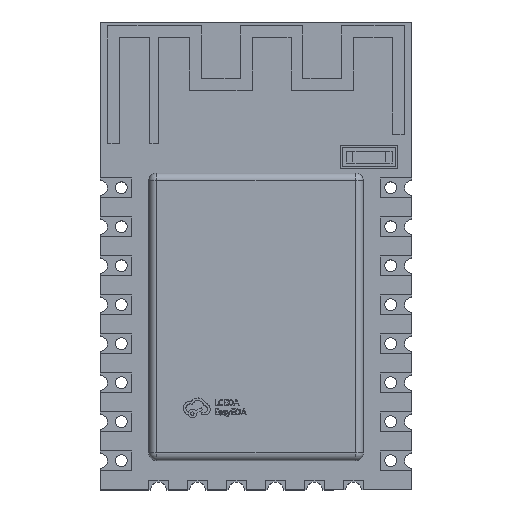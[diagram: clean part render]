
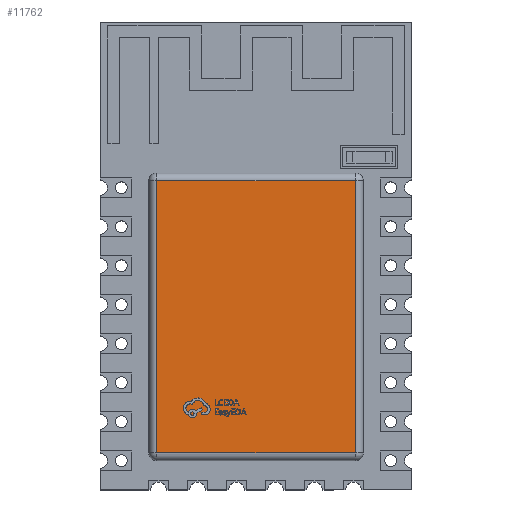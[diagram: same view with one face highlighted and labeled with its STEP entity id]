
A CAD part, top view. The second image highlights one B-rep face of the part: STEP entity #11762.
In plain terms, the highlighted planar face has unit normal (0, 0, 1).
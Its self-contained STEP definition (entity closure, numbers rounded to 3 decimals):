
#600 = CARTESIAN_POINT ( 'NONE',  ( -5.1, -10.1, 3. ) ) ;
#4680 = EDGE_CURVE ( 'NONE', #10481, #7213, #20337, .T. ) ;
#4755 = CARTESIAN_POINT ( 'NONE',  ( 5.1, -10.1, 3. ) ) ;
#5300 = VECTOR ( 'NONE', #17456, 1000. ) ;
#5925 = CARTESIAN_POINT ( 'NONE',  ( 5.5, -10.1, 3. ) ) ;
#6341 = VECTOR ( 'NONE', #11004, 1000. ) ;
#6376 = CARTESIAN_POINT ( 'NONE',  ( -5.1, -10.5, 3. ) ) ;
#6486 = CARTESIAN_POINT ( 'NONE',  ( -5.1, 3.85, 3. ) ) ;
#7213 = VERTEX_POINT ( 'NONE', #6486 ) ;
#7608 = ORIENTED_EDGE ( 'NONE', *, *, #19933, .T. ) ;
#7825 = CARTESIAN_POINT ( 'NONE',  ( 0., 0., 3. ) ) ;
#8739 = ORIENTED_EDGE ( 'NONE', *, *, #19252, .T. ) ;
#8949 = LINE ( 'NONE', #5925, #5300 ) ;
#9280 = PLANE ( 'NONE',  #19051 ) ;
#9387 = EDGE_LOOP ( 'NONE', ( #7608, #16246, #22119, #8739 ) ) ;
#9504 = DIRECTION ( 'NONE',  ( 1., 0., 0. ) ) ;
#9914 = VECTOR ( 'NONE', #15683, 1000. ) ;
#10433 = CARTESIAN_POINT ( 'NONE',  ( 5.1, 4.25, 3. ) ) ;
#10481 = VERTEX_POINT ( 'NONE', #20054 ) ;
#11004 = DIRECTION ( 'NONE',  ( 0., -1., 0. ) ) ;
#11762 = ADVANCED_FACE ( 'NONE', ( #17670 ), #9280, .T. ) ;
#13427 = EDGE_CURVE ( 'NONE', #7213, #15999, #16142, .T. ) ;
#15107 = VERTEX_POINT ( 'NONE', #4755 ) ;
#15683 = DIRECTION ( 'NONE',  ( 0., 1., 0. ) ) ;
#15999 = VERTEX_POINT ( 'NONE', #600 ) ;
#16142 = LINE ( 'NONE', #6376, #6341 ) ;
#16246 = ORIENTED_EDGE ( 'NONE', *, *, #4680, .T. ) ;
#16882 = DIRECTION ( 'NONE',  ( -1., 0., 0. ) ) ;
#17106 = CARTESIAN_POINT ( 'NONE',  ( -5.5, 3.85, 3. ) ) ;
#17456 = DIRECTION ( 'NONE',  ( 1., 0., 0. ) ) ;
#17670 = FACE_OUTER_BOUND ( 'NONE', #9387, .T. ) ;
#19051 = AXIS2_PLACEMENT_3D ( 'NONE', #7825, #21033, #9504 ) ;
#19252 = EDGE_CURVE ( 'NONE', #15999, #15107, #8949, .T. ) ;
#19933 = EDGE_CURVE ( 'NONE', #15107, #10481, #20384, .T. ) ;
#20054 = CARTESIAN_POINT ( 'NONE',  ( 5.1, 3.85, 3. ) ) ;
#20337 = LINE ( 'NONE', #17106, #21872 ) ;
#20384 = LINE ( 'NONE', #10433, #9914 ) ;
#21033 = DIRECTION ( 'NONE',  ( 0., 0., 1. ) ) ;
#21872 = VECTOR ( 'NONE', #16882, 1000. ) ;
#22119 = ORIENTED_EDGE ( 'NONE', *, *, #13427, .T. ) ;
